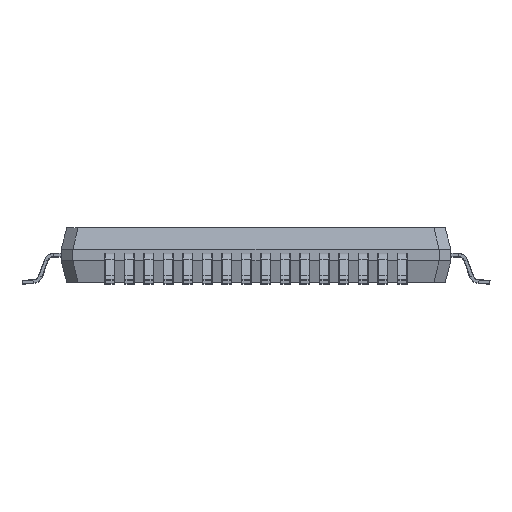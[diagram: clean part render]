
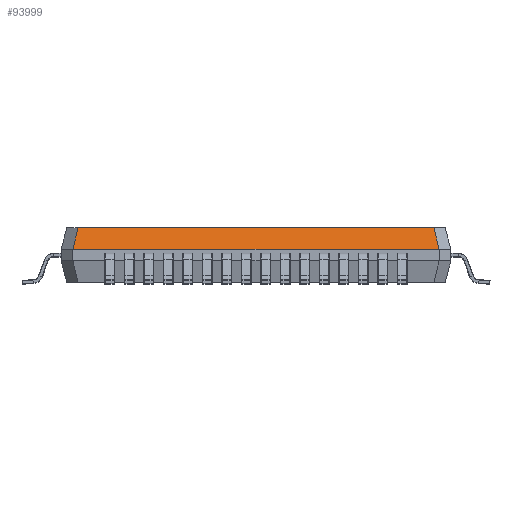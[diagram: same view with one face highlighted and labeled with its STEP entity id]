
A CAD part, left-side view. The second image highlights one B-rep face of the part: STEP entity #93999.
In plain terms, the highlighted planar face has unit normal (-0.966, 0, 0.259).
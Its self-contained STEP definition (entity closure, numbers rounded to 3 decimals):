
#5894 = CARTESIAN_POINT ( 'NONE',  ( -4.852, -4.564, 1.453 ) ) ;
#8308 = FACE_OUTER_BOUND ( 'NONE', #134431, .T. ) ;
#9071 = PLANE ( 'NONE',  #65870 ) ;
#10630 = DIRECTION ( 'NONE',  ( 0., 1., 0. ) ) ;
#12636 = VERTEX_POINT ( 'NONE', #81676 ) ;
#17395 = DIRECTION ( 'NONE',  ( 0., 1., 0. ) ) ;
#19321 = LINE ( 'NONE', #5894, #74273 ) ;
#22320 = EDGE_CURVE ( 'NONE', #12636, #102734, #19321, .T. ) ;
#27091 = DIRECTION ( 'NONE',  ( 0.252, -0.232, 0.94 ) ) ;
#31259 = CARTESIAN_POINT ( 'NONE',  ( -4.853, 0., 1.45 ) ) ;
#32431 = CARTESIAN_POINT ( 'NONE',  ( -4.853, 4.564, 1.45 ) ) ;
#36221 = VECTOR ( 'NONE', #17395, 1000. ) ;
#37320 = VECTOR ( 'NONE', #61011, 1000. ) ;
#46816 = LINE ( 'NONE', #83130, #37320 ) ;
#53059 = LINE ( 'NONE', #64970, #130933 ) ;
#55151 = LINE ( 'NONE', #103319, #36221 ) ;
#56078 = EDGE_CURVE ( 'NONE', #103689, #136441, #53059, .T. ) ;
#61011 = DIRECTION ( 'NONE',  ( 0., -1., 0. ) ) ;
#62420 = CARTESIAN_POINT ( 'NONE',  ( -5., -4.7, 0.9 ) ) ;
#64970 = CARTESIAN_POINT ( 'NONE',  ( -4.852, 4.564, 1.453 ) ) ;
#65870 = AXIS2_PLACEMENT_3D ( 'NONE', #31259, #70558, #10630 ) ;
#70558 = DIRECTION ( 'NONE',  ( -0.966, 0., 0.259 ) ) ;
#73740 = ORIENTED_EDGE ( 'NONE', *, *, #76879, .F. ) ;
#74273 = VECTOR ( 'NONE', #114721, 1000. ) ;
#76879 = EDGE_CURVE ( 'NONE', #102734, #103689, #55151, .T. ) ;
#78458 = ORIENTED_EDGE ( 'NONE', *, *, #22320, .F. ) ;
#81676 = CARTESIAN_POINT ( 'NONE',  ( -4.853, -4.564, 1.45 ) ) ;
#83130 = CARTESIAN_POINT ( 'NONE',  ( -4.853, -4.417, 1.45 ) ) ;
#91489 = ORIENTED_EDGE ( 'NONE', *, *, #126107, .F. ) ;
#93999 = ADVANCED_FACE ( 'NONE', ( #8308 ), #9071, .T. ) ;
#102734 = VERTEX_POINT ( 'NONE', #62420 ) ;
#103319 = CARTESIAN_POINT ( 'NONE',  ( -5., 4.417, 0.9 ) ) ;
#103689 = VERTEX_POINT ( 'NONE', #126088 ) ;
#114721 = DIRECTION ( 'NONE',  ( -0.252, -0.232, -0.94 ) ) ;
#115751 = ORIENTED_EDGE ( 'NONE', *, *, #56078, .F. ) ;
#126088 = CARTESIAN_POINT ( 'NONE',  ( -5., 4.7, 0.9 ) ) ;
#126107 = EDGE_CURVE ( 'NONE', #136441, #12636, #46816, .T. ) ;
#130933 = VECTOR ( 'NONE', #27091, 1000. ) ;
#134431 = EDGE_LOOP ( 'NONE', ( #115751, #73740, #78458, #91489 ) ) ;
#136441 = VERTEX_POINT ( 'NONE', #32431 ) ;
